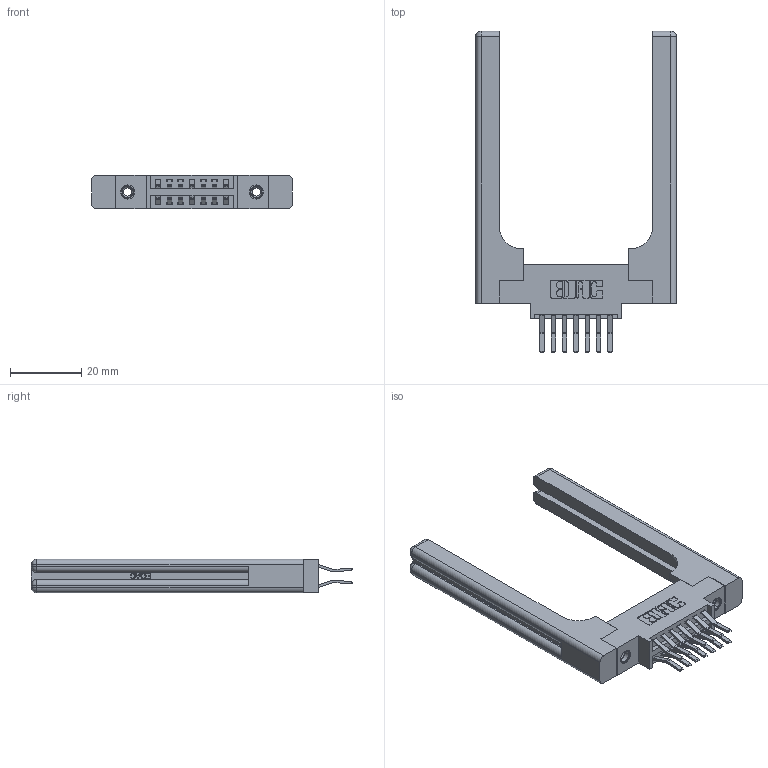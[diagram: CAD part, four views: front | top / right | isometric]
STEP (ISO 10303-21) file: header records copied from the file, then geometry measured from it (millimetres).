
FILE_DESCRIPTION (( 'STEP AP203' ), '1' );
FILE_NAME ('396-014-560-858.STEP', '2019-11-01T17:26:23', ( '' ), ( '' ), 'SwSTEP 2.0', 'SolidWorks 2016', '' );
FILE_SCHEMA (( 'CONFIG_CONTROL_DESIGN' ));
Length unit declared in the file: inch
Products named in the file (5): 345-250-001_345-250-001-102; 346-220-058_345-220-058; 396-014-560-858; 346 Part_0.170 Offset - 0.156 Dia-TH; 345-292-001_560 Tail
Assembly tree (19 placements, depth 2):
  396-014-560-858
    346 Part_0.170 Offset - 0.156 Dia-TH
    345-292-001_560 Tail  x14
    345-250-001_345-250-001-102  x2
    346-220-058_345-220-058  x2
Bounding box: 56.29 x 90.05 x 9.4 mm (x, y, z)
Volume: 12648.2 mm3; surface area: 11931.5 mm2
Topology: 19 solids, 19 shells, 1138 faces, 3261 edges, 2134 vertices
Faces by surface type: plane 718, cylinder 360, bspline 36, cone 12, sphere 8, torus 4
Entity records: 14682 total; most frequent: CARTESIAN_POINT 3477, ORIENTED_EDGE 2208, DIRECTION 2052, EDGE_CURVE 1104, VECTOR 848, LINE 848, VERTEX_POINT 726, AXIS2_PLACEMENT_3D 602
